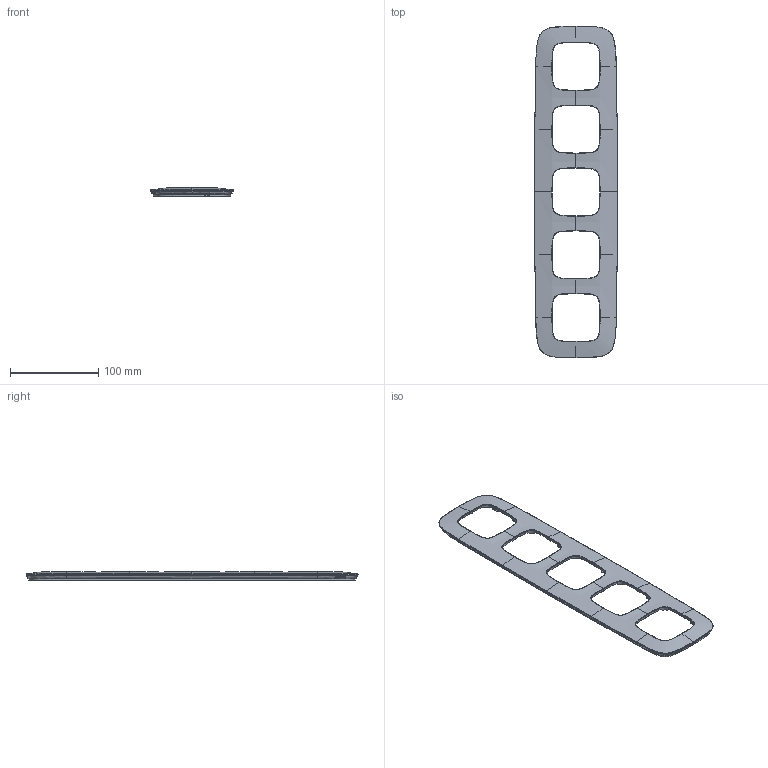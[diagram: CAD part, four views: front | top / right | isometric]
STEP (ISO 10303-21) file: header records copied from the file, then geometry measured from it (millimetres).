
FILE_DESCRIPTION(('CATIA V5 STEP Exchange','CAx-IF Rec.Pracs.--- Model Styling and Organization---1.4--- 2014-01-23'),'2;1');
FILE_NAME('754305_AllCATPart.stp','2020-02-18T08:04:52+00:00',('none'),('none'),'CATIA Version 5-6 Release 2017 SP3','CATIA V5 STEP AP214','none');
FILE_SCHEMA(('AUTOMOTIVE_DESIGN { 1 0 10303 214 1 1 1 1 }'));
Products named in the file (1): 754305_AllCATPart
Bounding box: 93.83 x 375.35 x 9.48 mm (x, y, z)
Volume: 68523.2 mm3; surface area: 94325.8 mm2
Topology: 1 solids, 1 shells, 5628 faces, 15507 edges, 9879 vertices
Faces by surface type: plane 2831, cylinder 1280, bspline 1068, extrusion 245, sphere 108, cone 96
Entity records: 323542 total; most frequent: CARTESIAN_POINT 205939, ORIENTED_EDGE 30806, EDGE_CURVE 15403, DIRECTION 12700, VERTEX_POINT 9879, B_SPLINE_CURVE_WITH_KNOTS 9185, EDGE_LOOP 5852, ADVANCED_FACE 5628
